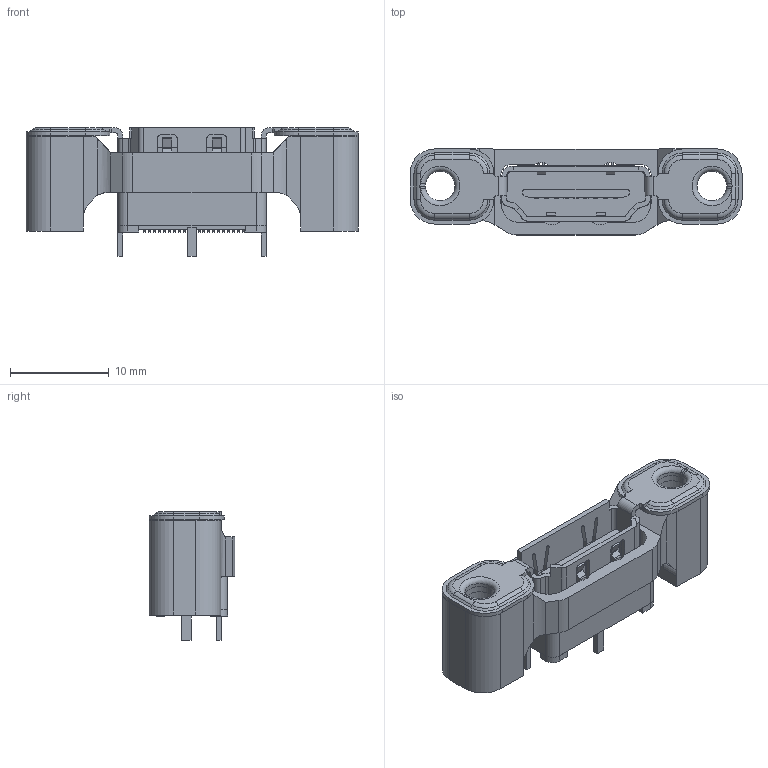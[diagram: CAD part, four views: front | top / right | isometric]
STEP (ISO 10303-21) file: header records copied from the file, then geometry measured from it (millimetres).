
FILE_DESCRIPTION((''),'2;1');
FILE_NAME('MOLEX_48307-7022.stp','2013-11-26T15:59:22',(''),(''),'Mechanical Desktop 2011','Mechanical Desktop 2011',', , ');
FILE_SCHEMA(('AUTOMOTIVE_DESIGN { 1 2 10303 214 1 1 1 1 }'));
Length unit declared in the file: millimetre
Products named in the file (1): Product
Bounding box: 33.6 x 8.7 x 13 mm (x, y, z)
Volume: 1498 mm3; surface area: 3005.3 mm2
Topology: 51 solids, 51 shells, 681 faces, 1717 edges, 1142 vertices
Faces by surface type: plane 377, cylinder 164, bspline 122, torus 10, cone 8
Entity records: 20594 total; most frequent: CARTESIAN_POINT 4159, ORIENTED_EDGE 3426, DIRECTION 3191, EDGE_CURVE 1713, VECTOR 1339, LINE 1339, VERTEX_POINT 1134, AXIS2_PLACEMENT_3D 926
